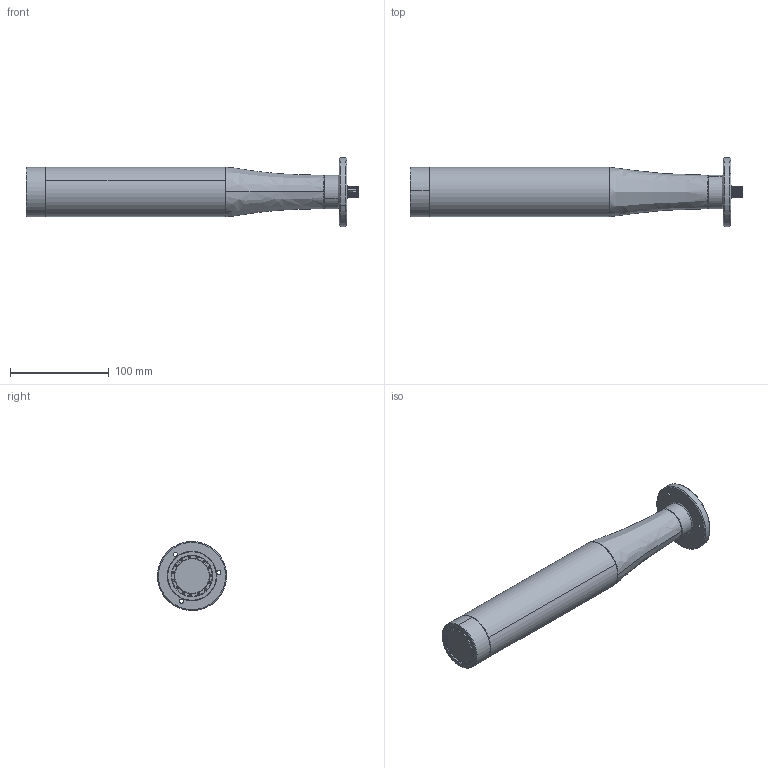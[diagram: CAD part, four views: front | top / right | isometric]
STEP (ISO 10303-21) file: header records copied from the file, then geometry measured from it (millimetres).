
FILE_DESCRIPTION (( 'STEP AP203' ), '1' );
FILE_NAME ('BG50-渲染.STEP', '2024-08-16T07:02:33', ( '' ), ( '' ), 'SwSTEP 2.0', 'SolidWorks 2020', '' );
FILE_SCHEMA (( 'CONFIG_CONTROL_DESIGN' ));
Length unit declared in the file: millimetre
Products named in the file (15): O型圈-9X1; 劑尨腑拻褒堵; M12-Pg9渀釱綴坶踡楊擘; O型圈-15X2_1; 錨璃3; FEZ421-P; ⑻盄菁釱; 肣蹟譫; 50X182X1.5艦仱呿蹋奪; M12-A扣4芯针座（法兰用）; M6-M12蛌諉蹟佪2; 喷涂完成三色灯安装座; BG50-渲染; SF510656_ｾｯﾊｾｵﾆﾉﾏｸﾇ(ﾏ簣ｭﾂﾝﾄｸ)_20171129; M12-PCB插针（后端法兰用）
Assembly tree (17 placements, depth 3):
  BG50-渲染
    ⑻盄菁釱
    劑尨腑拻褒堵
    SF510656_ｾｯﾊｾｵﾆﾉﾏｸﾇ(ﾏ簣ｭﾂﾝﾄｸ)_20171129
    M6-M12蛌諉蹟佪2
    50X182X1.5艦仱呿蹋奪
    喷涂完成三色灯安装座
    肣蹟譫
    錨璃3
    FEZ421-P
      M12-Pg9渀釱綴坶踡楊擘
      M12-A扣4芯针座（法兰用）
      O型圈-15X2_1
      O型圈-9X1
      M12-PCB插针（后端法兰用）  x4
Bounding box: 336.2 x 69.94 x 69.94 mm (x, y, z)
Volume: 178743.4 mm3; surface area: 165546.9 mm2
Topology: 16 solids, 16 shells, 714 faces, 1832 edges, 1187 vertices
Faces by surface type: cylinder 285, plane 254, bspline 108, cone 67
Entity records: 37455 total; most frequent: CARTESIAN_POINT 20306, ORIENTED_EDGE 3396, DIRECTION 3031, EDGE_CURVE 1698, AXIS2_PLACEMENT_3D 1122, VERTEX_POINT 1109, LINE 787, VECTOR 787
